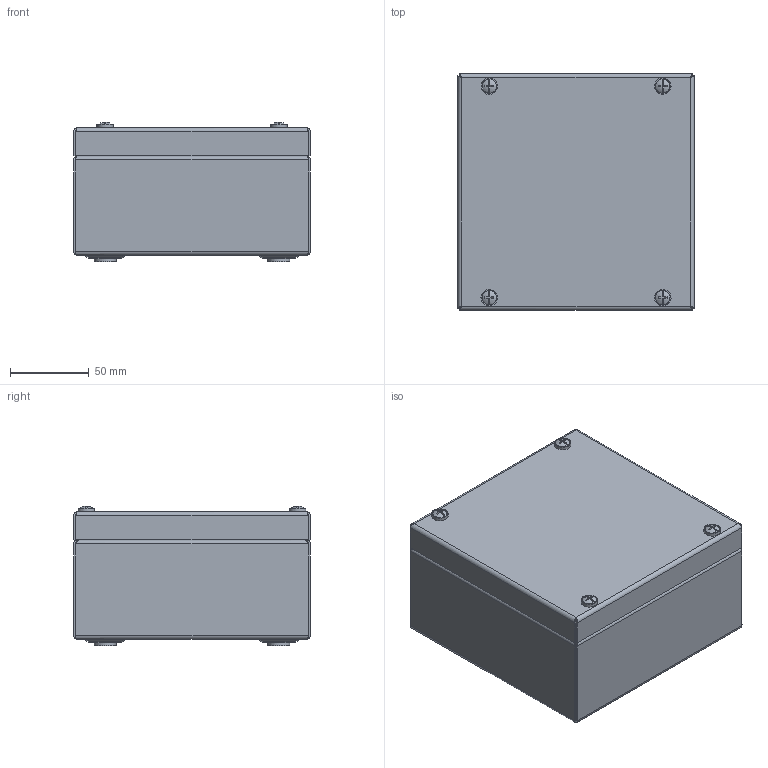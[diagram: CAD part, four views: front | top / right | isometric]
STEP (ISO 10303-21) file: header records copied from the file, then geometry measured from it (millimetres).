
FILE_DESCRIPTION(('FreeCAD Model'),'2;1');
FILE_NAME('15015081.STEP','2026-03-24T12:26:44',('Author'),(''), 'Open CASCADE STEP processor 7.3','FreeCAD','Unknown');
FILE_SCHEMA(('AUTOMOTIVE_DESIGN { 1 0 10303 214 1 1 1 1 }'));
Length unit declared in the file: millimetre
Products named in the file (13): 15015081; 56071; 42001; 86003_Bl.1,028; 42108001; 56093; 42026; 82410_37151508; 41070003; 93344003; 93379; 94753003; 92081001
Assembly tree (26 placements, depth 3):
  15015081
    56071
      42001
      86003_Bl.1,028  x4
      42108001  x2
    56093
      42026
      82410_37151508
      41070003  x4
      93344003  x4
      93379
    94753003  x4
    92081001  x2
Bounding box: 150 x 150 x 88.37 mm (x, y, z)
Volume: 197833.5 mm3; surface area: 256510.9 mm2
Topology: 24 solids, 24 shells, 725 faces, 1538 edges, 908 vertices
Faces by surface type: plane 327, cylinder 226, bspline 80, cone 44, sphere 24, torus 20, revolution 4
Full cylindrical faces by diameter (mm): 4.2 x8, 4.7 x2, 5 x16, 5.9 x4, 6 x1, 7 x12, 8 x10, 8.5 x4, 9 x4, 10 x8, 10.4 x4, 12 x1, 14 x4
Entity records: 15836 total; most frequent: CARTESIAN_POINT 5033, ORIENTED_EDGE 2072, DIRECTION 1956, EDGE_CURVE 1036, AXIS2_PLACEMENT_3D 701, VERTEX_POINT 595, LINE 553, VECTOR 553
